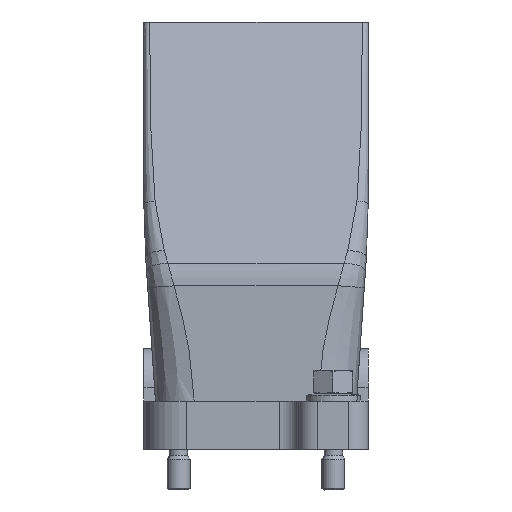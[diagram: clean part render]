
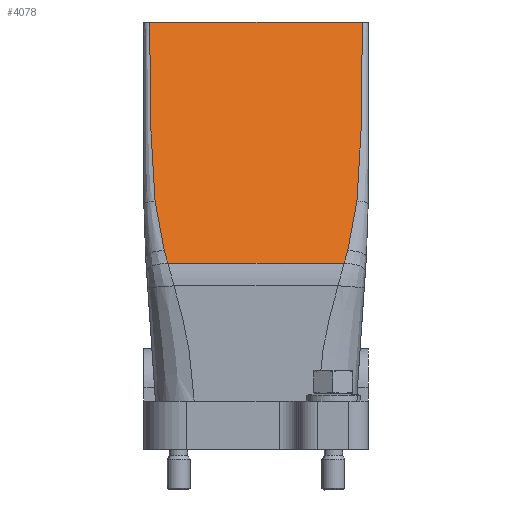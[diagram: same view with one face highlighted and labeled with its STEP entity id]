
A CAD part, front view. The second image highlights one B-rep face of the part: STEP entity #4078.
In plain terms, the highlighted planar face has unit normal (0, -0.956, 0.293).
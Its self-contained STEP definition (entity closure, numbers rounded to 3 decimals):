
#3984=AXIS2_PLACEMENT_3D('Plane Axis2P3D',#3981,#3982,#3983) ;
#1616=CARTESIAN_POINT('Vertex',(1.5,41.,121.)) ;
#1619=CARTESIAN_POINT('Line Origine',(29.,41.,121.)) ;
#1623=CARTESIAN_POINT('Vertex',(56.5,41.,121.)) ;
#3951=CARTESIAN_POINT('Vertex',(2.913,26.79,74.665)) ;
#3955=CARTESIAN_POINT('Control Point',(2.914,26.79,74.665)) ;
#3956=CARTESIAN_POINT('Control Point',(2.806,27.123,75.75)) ;
#3957=CARTESIAN_POINT('Control Point',(2.708,27.454,76.832)) ;
#3958=CARTESIAN_POINT('Control Point',(2.618,27.784,77.908)) ;
#3959=CARTESIAN_POINT('Control Point',(2.261,29.201,82.526)) ;
#3960=CARTESIAN_POINT('Control Point',(2.018,30.618,87.149)) ;
#3961=CARTESIAN_POINT('Control Point',(1.877,31.703,90.684)) ;
#3962=CARTESIAN_POINT('Control Point',(1.7,33.497,96.536)) ;
#3963=CARTESIAN_POINT('Control Point',(1.597,35.293,102.39)) ;
#3964=CARTESIAN_POINT('Control Point',(1.566,36.003,104.705)) ;
#3965=CARTESIAN_POINT('Control Point',(1.528,37.192,108.583)) ;
#3966=CARTESIAN_POINT('Control Point',(1.51,38.381,112.459)) ;
#3967=CARTESIAN_POINT('Control Point',(1.505,38.86,114.022)) ;
#3968=CARTESIAN_POINT('Control Point',(1.501,39.547,116.262)) ;
#3969=CARTESIAN_POINT('Control Point',(1.5,40.234,118.503)) ;
#3970=CARTESIAN_POINT('Control Point',(1.5,40.485,119.32)) ;
#3971=CARTESIAN_POINT('Control Point',(1.5,40.746,120.173)) ;
#3972=CARTESIAN_POINT('Control Point',(1.5,41.,121.)) ;
#3981=CARTESIAN_POINT('Axis2P3D Location',(29.,41.,121.)) ;
#3987=CARTESIAN_POINT('Control Point',(5.285,22.891,61.951)) ;
#3988=CARTESIAN_POINT('Control Point',(4.839,23.383,63.558)) ;
#3989=CARTESIAN_POINT('Control Point',(4.434,23.879,65.174)) ;
#3990=CARTESIAN_POINT('Control Point',(4.074,24.379,66.804)) ;
#3991=CARTESIAN_POINT('Control Point',(3.687,25.007,68.851)) ;
#3992=CARTESIAN_POINT('Control Point',(3.374,25.638,70.909)) ;
#3993=CARTESIAN_POINT('Control Point',(3.315,25.763,71.318)) ;
#3994=CARTESIAN_POINT('Control Point',(3.189,26.044,72.234)) ;
#3995=CARTESIAN_POINT('Control Point',(3.076,26.325,73.15)) ;
#3996=CARTESIAN_POINT('Control Point',(3.018,26.48,73.654)) ;
#3997=CARTESIAN_POINT('Control Point',(2.964,26.635,74.159)) ;
#3998=CARTESIAN_POINT('Control Point',(2.913,26.79,74.665)) ;
#3999=CARTESIAN_POINT('Vertex',(5.285,22.891,61.951)) ;
#4003=CARTESIAN_POINT('Control Point',(6.217,21.879,58.652)) ;
#4004=CARTESIAN_POINT('Control Point',(6.026,22.081,59.311)) ;
#4005=CARTESIAN_POINT('Control Point',(5.836,22.283,59.97)) ;
#4006=CARTESIAN_POINT('Control Point',(5.65,22.485,60.629)) ;
#4007=CARTESIAN_POINT('Control Point',(5.466,22.688,61.29)) ;
#4008=CARTESIAN_POINT('Control Point',(5.285,22.891,61.951)) ;
#4009=CARTESIAN_POINT('Vertex',(6.217,21.879,58.652)) ;
#4012=CARTESIAN_POINT('Line Origine',(29.,21.879,58.652)) ;
#4016=CARTESIAN_POINT('Vertex',(51.783,21.879,58.652)) ;
#4020=CARTESIAN_POINT('Control Point',(51.783,21.879,58.652)) ;
#4021=CARTESIAN_POINT('Control Point',(51.974,22.081,59.311)) ;
#4022=CARTESIAN_POINT('Control Point',(52.164,22.283,59.97)) ;
#4023=CARTESIAN_POINT('Control Point',(52.35,22.485,60.629)) ;
#4024=CARTESIAN_POINT('Control Point',(52.534,22.688,61.29)) ;
#4025=CARTESIAN_POINT('Control Point',(52.715,22.891,61.951)) ;
#4026=CARTESIAN_POINT('Vertex',(52.715,22.891,61.951)) ;
#4030=CARTESIAN_POINT('Control Point',(52.715,22.891,61.951)) ;
#4031=CARTESIAN_POINT('Control Point',(53.161,23.383,63.558)) ;
#4032=CARTESIAN_POINT('Control Point',(53.566,23.879,65.174)) ;
#4033=CARTESIAN_POINT('Control Point',(53.926,24.379,66.804)) ;
#4034=CARTESIAN_POINT('Control Point',(54.313,25.007,68.851)) ;
#4035=CARTESIAN_POINT('Control Point',(54.626,25.638,70.909)) ;
#4036=CARTESIAN_POINT('Control Point',(54.685,25.763,71.318)) ;
#4037=CARTESIAN_POINT('Control Point',(54.811,26.044,72.234)) ;
#4038=CARTESIAN_POINT('Control Point',(54.924,26.325,73.15)) ;
#4039=CARTESIAN_POINT('Control Point',(54.982,26.48,73.654)) ;
#4040=CARTESIAN_POINT('Control Point',(55.036,26.635,74.159)) ;
#4041=CARTESIAN_POINT('Control Point',(55.087,26.79,74.665)) ;
#4042=CARTESIAN_POINT('Vertex',(55.086,26.79,74.665)) ;
#4046=CARTESIAN_POINT('Control Point',(55.086,26.79,74.665)) ;
#4047=CARTESIAN_POINT('Control Point',(55.15,26.987,75.306)) ;
#4048=CARTESIAN_POINT('Control Point',(55.21,27.183,75.948)) ;
#4049=CARTESIAN_POINT('Control Point',(55.268,27.38,76.588)) ;
#4050=CARTESIAN_POINT('Control Point',(55.382,27.791,77.931)) ;
#4051=CARTESIAN_POINT('Control Point',(55.486,28.204,79.277)) ;
#4052=CARTESIAN_POINT('Control Point',(55.538,28.421,79.983)) ;
#4053=CARTESIAN_POINT('Control Point',(56.081,30.813,87.783)) ;
#4054=CARTESIAN_POINT('Control Point',(56.321,33.21,95.6)) ;
#4055=CARTESIAN_POINT('Control Point',(56.457,35.395,102.724)) ;
#4056=CARTESIAN_POINT('Control Point',(56.493,37.636,110.031)) ;
#4057=CARTESIAN_POINT('Control Point',(56.499,39.877,117.338)) ;
#4058=CARTESIAN_POINT('Control Point',(56.499,39.927,117.502)) ;
#4059=CARTESIAN_POINT('Control Point',(56.499,40.048,117.897)) ;
#4060=CARTESIAN_POINT('Control Point',(56.5,40.172,118.3)) ;
#4061=CARTESIAN_POINT('Control Point',(56.5,40.234,118.501)) ;
#4062=CARTESIAN_POINT('Control Point',(56.5,40.42,119.109)) ;
#4063=CARTESIAN_POINT('Control Point',(56.5,40.612,119.733)) ;
#4064=CARTESIAN_POINT('Control Point',(56.5,40.742,120.16)) ;
#4065=CARTESIAN_POINT('Control Point',(56.5,40.872,120.582)) ;
#4066=CARTESIAN_POINT('Control Point',(56.5,41.,121.)) ;
#1620=DIRECTION('Vector Direction',(-1.,0.,0.)) ;
#3982=DIRECTION('Axis2P3D Direction',(0.,0.956,-0.293)) ;
#3983=DIRECTION('Axis2P3D XDirection',(0.,-0.293,-0.956)) ;
#4013=DIRECTION('Vector Direction',(-1.,0.,0.)) ;
#1621=VECTOR('Line Direction',#1620,1.) ;
#4014=VECTOR('Line Direction',#4013,1.) ;
#4069=ORIENTED_EDGE('',*,*,#3973,.T.) ;
#4070=ORIENTED_EDGE('',*,*,#4001,.T.) ;
#4071=ORIENTED_EDGE('',*,*,#4011,.T.) ;
#4072=ORIENTED_EDGE('',*,*,#4018,.F.) ;
#4073=ORIENTED_EDGE('',*,*,#4028,.F.) ;
#4074=ORIENTED_EDGE('',*,*,#4044,.F.) ;
#4075=ORIENTED_EDGE('',*,*,#4067,.F.) ;
#4076=ORIENTED_EDGE('',*,*,#1625,.T.) ;
#4078=ADVANCED_FACE('Hood.1',(#4077),#3985,.F.) ;
#3954=B_SPLINE_CURVE_WITH_KNOTS('',5,(#3955,#3956,#3957,#3958,#3959,#3960,#3961,#3962,#3963,#3964,#3965,#3966,#3967,#3968,#3969,#3970,#3971,#3972),.UNSPECIFIED.,.F.,.U.,(6,3,3,3,3,6),(120.168,125.945,144.642,156.879,165.14,168.73),.UNSPECIFIED.) ;
#3986=B_SPLINE_CURVE_WITH_KNOTS('',5,(#3987,#3988,#3989,#3990,#3991,#3992,#3993,#3994,#3995,#3996,#3997,#3998),.UNSPECIFIED.,.F.,.U.,(6,3,3,6),(0.,12.293,15.376,19.13),.UNSPECIFIED.) ;
#4002=B_SPLINE_CURVE_WITH_KNOTS('',5,(#4003,#4004,#4005,#4006,#4007,#4008),.UNSPECIFIED.,.F.,.U.,(6,6),(0.,5.056),.UNSPECIFIED.) ;
#4019=B_SPLINE_CURVE_WITH_KNOTS('',5,(#4020,#4021,#4022,#4023,#4024,#4025),.UNSPECIFIED.,.F.,.U.,(6,6),(0.,5.056),.UNSPECIFIED.) ;
#4029=B_SPLINE_CURVE_WITH_KNOTS('',5,(#4030,#4031,#4032,#4033,#4034,#4035,#4036,#4037,#4038,#4039,#4040,#4041),.UNSPECIFIED.,.F.,.U.,(6,3,3,6),(0.,12.293,15.376,19.13),.UNSPECIFIED.) ;
#4045=B_SPLINE_CURVE_WITH_KNOTS('',5,(#4046,#4047,#4048,#4049,#4050,#4051,#4052,#4053,#4054,#4055,#4056,#4057,#4058,#4059,#4060,#4061,#4062,#4063,#4064,#4065,#4066),.UNSPECIFIED.,.F.,.U.,(6,3,3,3,3,3,6),(0.,4.796,10.05,62.893,64.37,65.796,68.639),.UNSPECIFIED.) ;
#1625=EDGE_CURVE('',#1624,#1617,#1622,.T.) ;
#3973=EDGE_CURVE('',#1617,#3952,#3954,.F.) ;
#4001=EDGE_CURVE('',#3952,#4000,#3986,.F.) ;
#4011=EDGE_CURVE('',#4000,#4010,#4002,.F.) ;
#4018=EDGE_CURVE('',#4017,#4010,#4015,.T.) ;
#4028=EDGE_CURVE('',#4027,#4017,#4019,.F.) ;
#4044=EDGE_CURVE('',#4043,#4027,#4029,.F.) ;
#4067=EDGE_CURVE('',#1624,#4043,#4045,.F.) ;
#4068=EDGE_LOOP('',(#4069,#4070,#4071,#4072,#4073,#4074,#4075,#4076)) ;
#4077=FACE_OUTER_BOUND('',#4068,.T.) ;
#1622=LINE('Line',#1619,#1621) ;
#4015=LINE('Line',#4012,#4014) ;
#3985=PLANE('',#3984) ;
#1617=VERTEX_POINT('',#1616) ;
#1624=VERTEX_POINT('',#1623) ;
#3952=VERTEX_POINT('',#3951) ;
#4000=VERTEX_POINT('',#3999) ;
#4010=VERTEX_POINT('',#4009) ;
#4017=VERTEX_POINT('',#4016) ;
#4027=VERTEX_POINT('',#4026) ;
#4043=VERTEX_POINT('',#4042) ;
